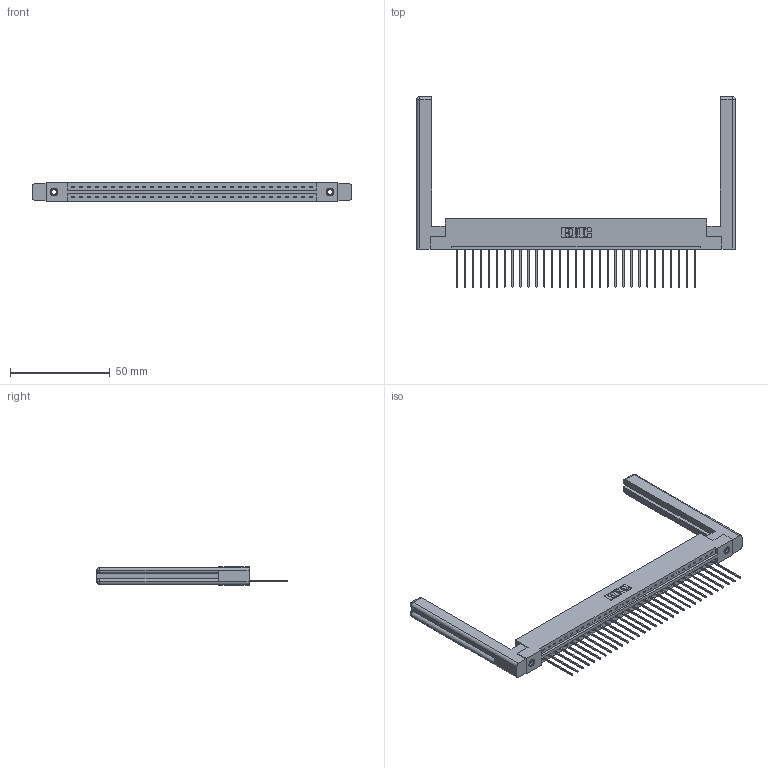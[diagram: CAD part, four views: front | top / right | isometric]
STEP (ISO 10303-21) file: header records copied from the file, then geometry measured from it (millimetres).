
FILE_DESCRIPTION (( 'STEP AP203' ), '1' );
FILE_NAME ('387-031-541-158.STEP', '2019-10-03T19:30:34', ( '' ), ( '' ), 'SwSTEP 2.0', 'SolidWorks 2016', '' );
FILE_SCHEMA (( 'CONFIG_CONTROL_DESIGN' ));
Length unit declared in the file: inch
Products named in the file (5): 387-031-541-158; 345-292-001_345-293-141; 307-220-058; 337 Part_Flush Mounting Lugs - 0.156 Dia-TI; 345-250-001_345-250-001-102
Assembly tree (36 placements, depth 2):
  387-031-541-158
    337 Part_Flush Mounting Lugs - 0.156 Dia-TI
    345-292-001_345-293-141  x31
    345-250-001_345-250-001-102  x2
    307-220-058  x2
Bounding box: 159.46 x 95.38 x 9.4 mm (x, y, z)
Volume: 23700.1 mm3; surface area: 22870.7 mm2
Topology: 36 solids, 36 shells, 2178 faces, 6493 edges, 4274 vertices
Faces by surface type: plane 1580, cylinder 574, cone 12, torus 12
Entity records: 27118 total; most frequent: CARTESIAN_POINT 4722, ORIENTED_EDGE 4628, DIRECTION 4016, EDGE_CURVE 2314, LINE 2138, VECTOR 2138, VERTEX_POINT 1534, AXIS2_PLACEMENT_3D 939
